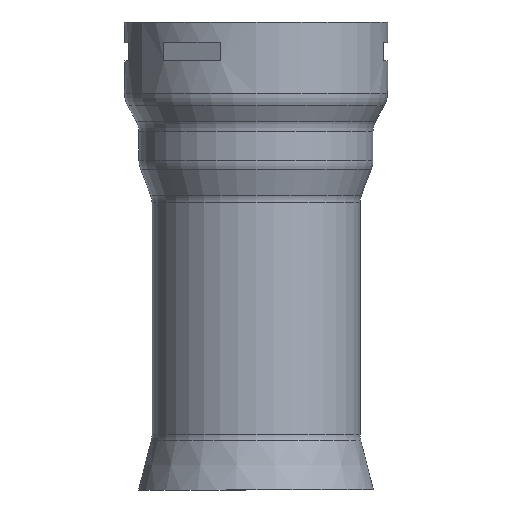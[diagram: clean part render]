
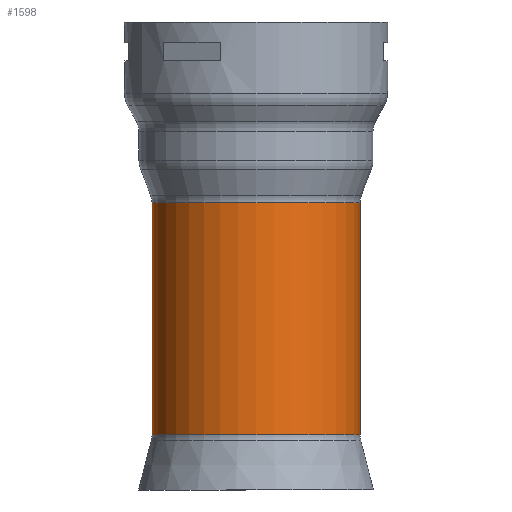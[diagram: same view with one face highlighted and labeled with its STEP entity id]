
A CAD part, front view. The second image highlights one B-rep face of the part: STEP entity #1598.
In plain terms, the highlighted cylindrical face has radius 400 mm (diameter 800 mm), a full revolution.
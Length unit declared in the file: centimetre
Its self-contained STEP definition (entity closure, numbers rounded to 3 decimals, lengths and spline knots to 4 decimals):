
#22=CYLINDRICAL_SURFACE('',#1699,40.);
#46=CIRCLE('',#1697,40.);
#47=CIRCLE('',#1698,40.);
#48=CIRCLE('',#1700,40.);
#49=CIRCLE('',#1701,40.);
#202=FACE_OUTER_BOUND('',#292,.T.);
#292=EDGE_LOOP('',(#1185,#1186,#1187,#1188,#1189,#1190));
#433=LINE('',#2557,#569);
#569=VECTOR('',#2012,40.);
#683=VERTEX_POINT('',#2547);
#684=VERTEX_POINT('',#2549);
#685=VERTEX_POINT('',#2553);
#686=VERTEX_POINT('',#2554);
#865=EDGE_CURVE('',#684,#683,#46,.T.);
#866=EDGE_CURVE('',#683,#684,#47,.T.);
#867=EDGE_CURVE('',#685,#686,#48,.T.);
#868=EDGE_CURVE('',#686,#685,#49,.T.);
#869=EDGE_CURVE('',#686,#684,#433,.T.);
#1185=ORIENTED_EDGE('',*,*,#867,.F.);
#1186=ORIENTED_EDGE('',*,*,#868,.F.);
#1187=ORIENTED_EDGE('',*,*,#869,.T.);
#1188=ORIENTED_EDGE('',*,*,#865,.T.);
#1189=ORIENTED_EDGE('',*,*,#866,.T.);
#1190=ORIENTED_EDGE('',*,*,#869,.F.);
#1598=ADVANCED_FACE('',(#202),#22,.T.);
#1697=AXIS2_PLACEMENT_3D('',#2550,#2002,#2003);
#1698=AXIS2_PLACEMENT_3D('',#2551,#2004,#2005);
#1699=AXIS2_PLACEMENT_3D('',#2552,#2006,#2007);
#1700=AXIS2_PLACEMENT_3D('',#2555,#2008,#2009);
#1701=AXIS2_PLACEMENT_3D('',#2556,#2010,#2011);
#2002=DIRECTION('center_axis',(0.,0.,
1.));
#2003=DIRECTION('ref_axis',(1.,0.,0.));
#2004=DIRECTION('center_axis',(0.,0.,
1.));
#2005=DIRECTION('ref_axis',(1.,0.,0.));
#2006=DIRECTION('center_axis',(0.,0.,
1.));
#2007=DIRECTION('ref_axis',(-1.,0.,0.));
#2008=DIRECTION('center_axis',(0.,0.,
1.));
#2009=DIRECTION('ref_axis',(1.,0.,0.));
#2010=DIRECTION('center_axis',(0.,0.,
1.));
#2011=DIRECTION('ref_axis',(1.,0.,0.));
#2012=DIRECTION('',(0.,0.,-1.));
#2547=CARTESIAN_POINT('',(0.,40.,21.2047));
#2549=CARTESIAN_POINT('',(40.,0.,21.2047));
#2550=CARTESIAN_POINT('Origin',(0.,0.,21.2047));
#2551=CARTESIAN_POINT('Origin',(0.,0.,21.2047));
#2552=CARTESIAN_POINT('Origin',(0.,0.,65.8597));
#2553=CARTESIAN_POINT('',(0.,40.,110.5146));
#2554=CARTESIAN_POINT('',(40.,0.,110.5146));
#2555=CARTESIAN_POINT('Origin',(0.,0.,
110.5146));
#2556=CARTESIAN_POINT('Origin',(0.,0.,
110.5146));
#2557=CARTESIAN_POINT('',(40.,0.,65.8597));
